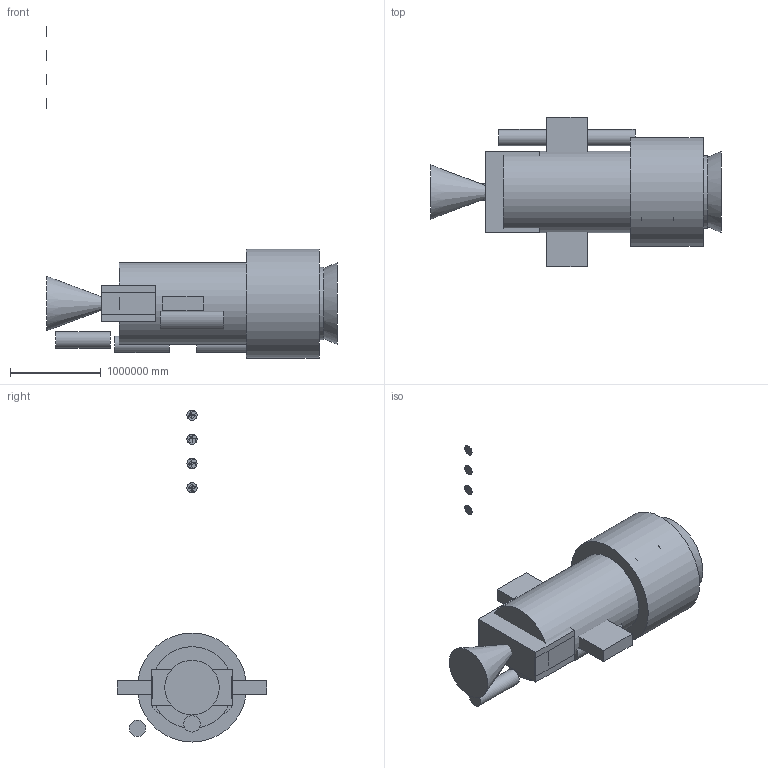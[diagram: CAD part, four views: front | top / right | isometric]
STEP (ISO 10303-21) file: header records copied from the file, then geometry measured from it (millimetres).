
FILE_DESCRIPTION(('FreeCAD Model'),'2;1');
FILE_NAME('Open CASCADE Shape Model','2025-09-08T08:42:02',('Author'),( ''),'Open CASCADE STEP processor 7.8','FreeCAD','Unknown');
FILE_SCHEMA(('AUTOMOTIVE_DESIGN { 1 0 10303 214 1 1 1 1 }'));
Length unit declared in the file: metre
Products named in the file (30): Hull_Shell_fallback; Nose; Mid; Rear; Win_Right; Win_Left; Cockpit; Reactor; Ring_1; Ring_2; Ring_6; Ring_3; Ring_4; Ring_5; Coil_1; Coil_4; Coil_3; Nozzle; Coil_2; Tank_1; Truss_1; Truss_2; Truss_3; LegFront; Leg2; Leg1; Tank_2; Fin_Vertical; Wing_Right; Wing_Left
Bounding box: 3200000 x 1650000 x 3656353.28 mm (x, y, z)
Volume: 4892431996735196160 mm3; surface area: 37289959804415.2 mm2
Topology: 31 solids, 31 shells, 103 faces, 174 edges, 105 vertices
Faces by surface type: plane 65, revolution 16, cylinder 13, torus 6, cone 3
Full cylindrical faces by diameter (mm): 80000 x3, 180000 x3, 300000 x2, 800000 x1, 900000 x2, 1200000 x2
Entity records: 5072 total; most frequent: CARTESIAN_POINT 740, DIRECTION 720, LINE 382, VECTOR 382, ORIENTED_EDGE 324, PCURVE 324, DEFINITIONAL_REPRESENTATION 324, EDGE_CURVE 162
